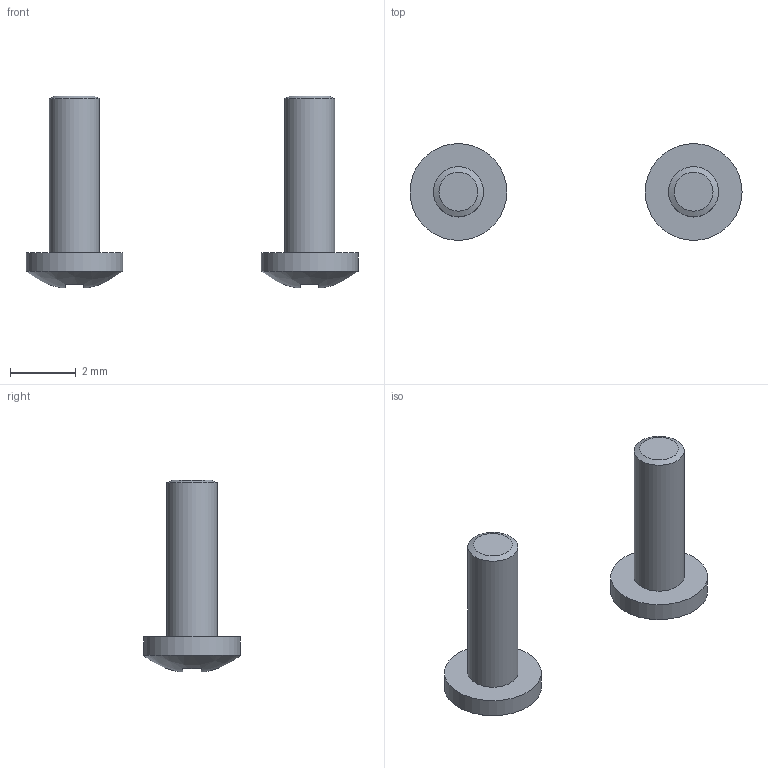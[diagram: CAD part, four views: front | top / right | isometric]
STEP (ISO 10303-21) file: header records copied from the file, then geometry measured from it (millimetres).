
FILE_DESCRIPTION(/* description */ (''),/* implementation_level */ '2;1');
FILE_NAME(/* name */ 'MOLEX_73252-0090_Part2.stp',/* time_stamp */ '2016-11-21T13:24:48+01:00',/* author */ ('jchouvet'),/* organization */ ('TraceParts S.A.'),/* preprocessor_version */ 'ST-DEVELOPER v16.1',/* originating_system */ 'AutoCAD Mechanical',/* authorisation */ ' ');
FILE_SCHEMA (('AUTOMOTIVE_DESIGN { 1 0 10303 214 3 1 1 }'));
Length unit declared in the file: millimetre
Products named in the file (1): Product
Bounding box: 10.11 x 2.95 x 5.84 mm (x, y, z)
Volume: 27.4 mm3; surface area: 89.9 mm2
Topology: 2 solids, 2 shells, 46 faces, 116 edges, 78 vertices
Faces by surface type: plane 38, cylinder 4, cone 2, sphere 2
Full cylindrical faces by diameter (mm): 1.524 x2, 2.946 x2
Entity records: 1363 total; most frequent: DIRECTION 242, CARTESIAN_POINT 227, ORIENTED_EDGE 212, EDGE_CURVE 106, AXIS2_PLACEMENT_3D 89, VERTEX_POINT 74, LINE 64, VECTOR 64
